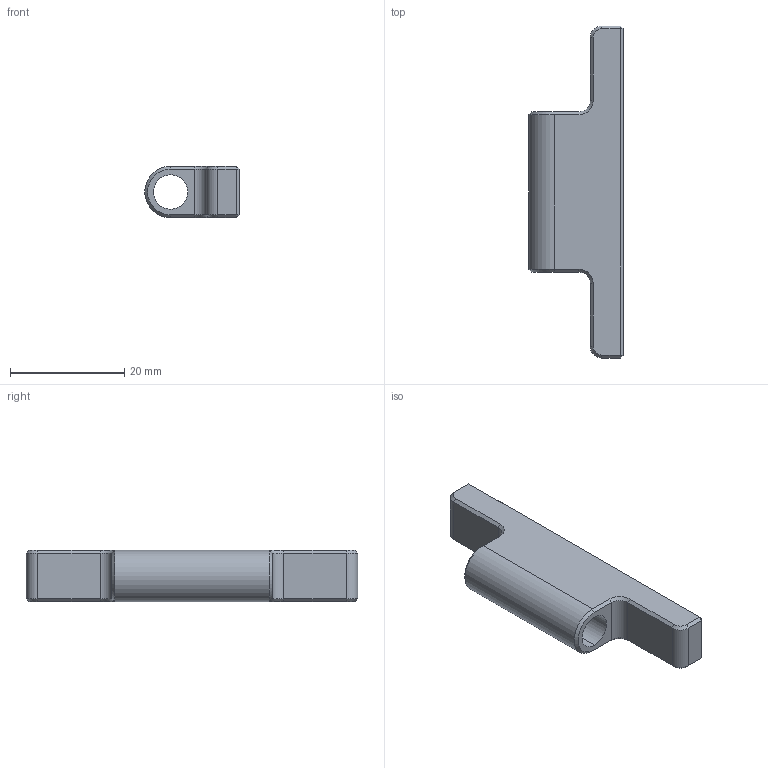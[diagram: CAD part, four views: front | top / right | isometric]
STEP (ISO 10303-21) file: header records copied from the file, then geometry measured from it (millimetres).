
FILE_DESCRIPTION (( 'STEP AP214' ), '1' );
FILE_NAME ('F5-08.01.02.02-Support_aimant-V01.STEP', '2021-03-25T08:47:27', ( '' ), ( '' ), 'SwSTEP 2.0', 'SolidWorks 2021', '' );
FILE_SCHEMA (( 'AUTOMOTIVE_DESIGN' ));
Length unit declared in the file: millimetre
Products named in the file (1): F5-08.01.02.02-Support_aimant-V01
Bounding box: 16.5 x 58 x 9 mm (x, y, z)
Volume: 3673.3 mm3; surface area: 3345.5 mm2
Topology: 1 solids, 1 shells, 64 faces, 148 edges, 88 vertices
Faces by surface type: plane 39, cylinder 15, cone 10
Entity records: 1814 total; most frequent: DIRECTION 318, CARTESIAN_POINT 301, ORIENTED_EDGE 296, EDGE_CURVE 148, VECTOR 108, LINE 108, AXIS2_PLACEMENT_3D 105, VERTEX_POINT 88
